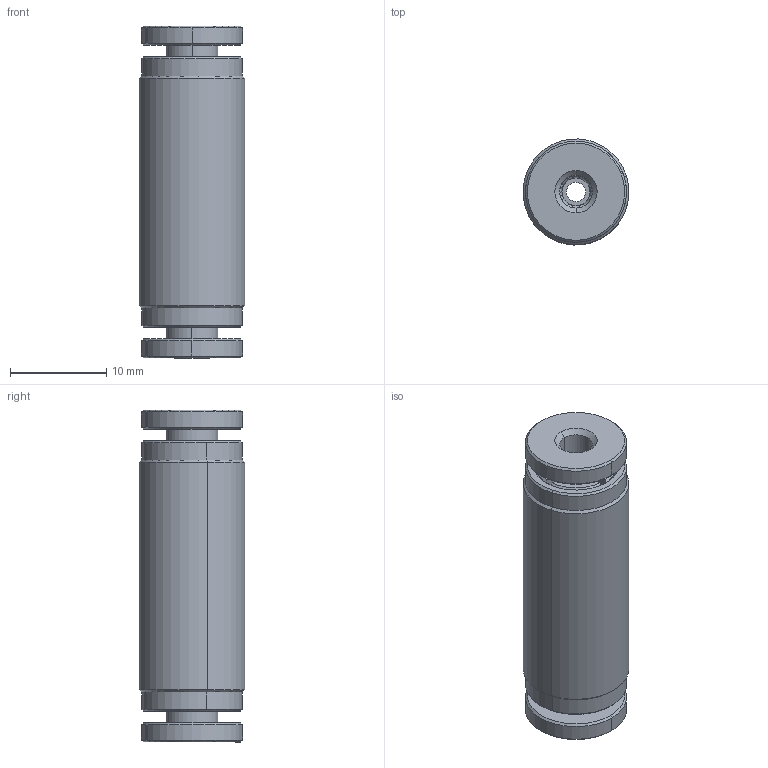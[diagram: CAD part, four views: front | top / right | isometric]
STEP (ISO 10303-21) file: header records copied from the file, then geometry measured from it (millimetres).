
FILE_DESCRIPTION (( 'STEP AP214' ), '1' );
FILE_NAME ('SUS1-8W.STEP', '2018-06-12T17:23:37', ( '' ), ( '' ), 'SwSTEP 2.0', 'SolidWorks 2016', '' );
FILE_SCHEMA (( 'AUTOMOTIVE_DESIGN' ));
Length unit declared in the file: millimetre
Products named in the file (1): SUS1-8W
Bounding box: 10.99 x 10.99 x 34.5 mm (x, y, z)
Volume: 2411.7 mm3; surface area: 4036.8 mm2
Topology: 11 solids, 11 shells, 562 faces, 1518 edges, 984 vertices
Faces by surface type: plane 196, cone 178, cylinder 112, bspline 72, torus 4
Entity records: 25736 total; most frequent: CARTESIAN_POINT 6301, ORIENTED_EDGE 3036, DIRECTION 2400, EDGE_CURVE 1518, AXIS2_PLACEMENT_3D 1003, VERTEX_POINT 984, B_SPLINE_CURVE_WITH_KNOTS 612, EDGE_LOOP 590
